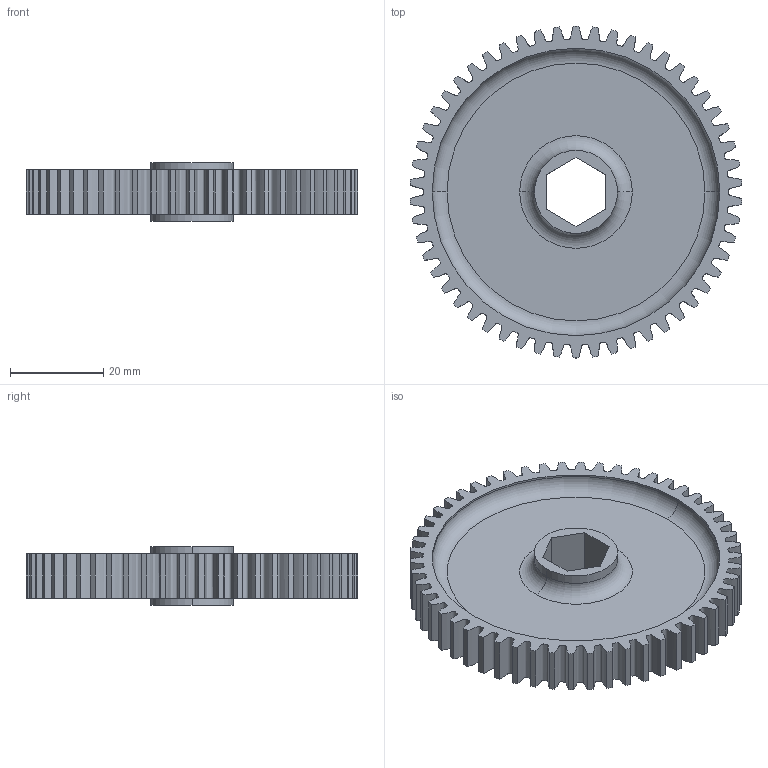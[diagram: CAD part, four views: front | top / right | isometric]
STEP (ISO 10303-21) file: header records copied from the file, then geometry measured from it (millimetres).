
FILE_DESCRIPTION (( 'STEP AP214' ), '1' );
FILE_NAME ('WCP-0184 Rev1.STEP', '2019-12-24T17:49:54', ( '' ), ( '' ), 'SwSTEP 2.0', 'SolidWorks 2018', '' );
FILE_SCHEMA (( 'AUTOMOTIVE_DESIGN' ));
Length unit declared in the file: inch
Products named in the file (1): WCP-0184 Rev1
Bounding box: 71.06 x 71.12 x 12.62 mm (x, y, z)
Volume: 16424.3 mm3; surface area: 13085.1 mm2
Topology: 1 solids, 1 shells, 136 faces, 382 edges, 252 vertices
Faces by surface type: cylinder 62, bspline 54, plane 12, torus 8
Entity records: 19478 total; most frequent: CARTESIAN_POINT 16161, ORIENTED_EDGE 764, DIRECTION 580, EDGE_CURVE 382, VERTEX_POINT 252, AXIS2_PLACEMENT_3D 223, EDGE_LOOP 142, CIRCLE 140
